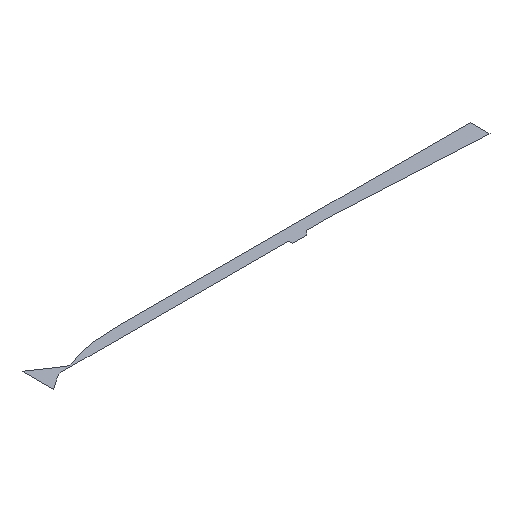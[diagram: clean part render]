
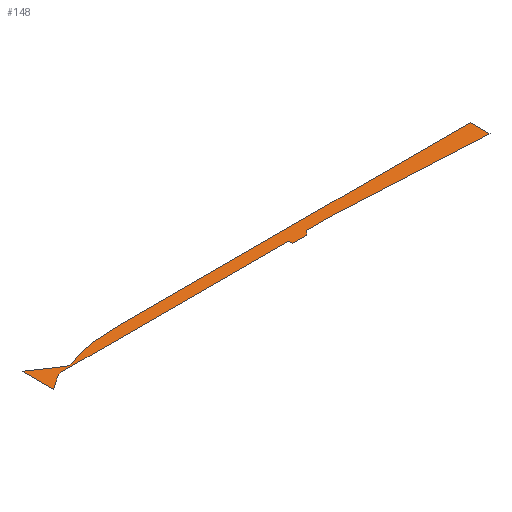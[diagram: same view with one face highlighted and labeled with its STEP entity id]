
A CAD part, isometric view. The second image highlights one B-rep face of the part: STEP entity #148.
In plain terms, the highlighted planar face has unit normal (0, 0, 1).
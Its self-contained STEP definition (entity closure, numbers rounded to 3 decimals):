
#1 = ORIENTED_EDGE ( 'NONE', *, *, #119, .T. ) ;
#2 = VERTEX_POINT ( 'NONE', #80 ) ;
#3 = CARTESIAN_POINT ( 'NONE',  ( 99.771, 5.994, 0. ) ) ;
#4 = AXIS2_PLACEMENT_3D ( 'NONE', #135, #20, #53 ) ;
#5 = CARTESIAN_POINT ( 'NONE',  ( 460.72, -7., 0. ) ) ;
#6 = CARTESIAN_POINT ( 'NONE',  ( 108.022, 9.308, 0. ) ) ;
#7 = VECTOR ( 'NONE', #111, 1000. ) ;
#8 = DIRECTION ( 'NONE',  ( 0., 1., 0. ) ) ;
#9 = CARTESIAN_POINT ( 'NONE',  ( 39.94, 35.019, 0. ) ) ;
#10 = EDGE_CURVE ( 'NONE', #120, #104, #164, .T. ) ;
#12 = EDGE_CURVE ( 'NONE', #43, #92, #106, .T. ) ;
#14 = ORIENTED_EDGE ( 'NONE', *, *, #51, .T. ) ;
#15 = CARTESIAN_POINT ( 'NONE',  ( 485.22, -7., 0. ) ) ;
#16 = VERTEX_POINT ( 'NONE', #5 ) ;
#17 = VERTEX_POINT ( 'NONE', #61 ) ;
#18 = CARTESIAN_POINT ( 'NONE',  ( 460.72, 0., 0. ) ) ;
#19 = DIRECTION ( 'NONE',  ( 0.999, -0.052, 0. ) ) ;
#20 = DIRECTION ( 'NONE',  ( 0., 0., -1. ) ) ;
#21 = LINE ( 'NONE', #147, #112 ) ;
#22 = DIRECTION ( 'NONE',  ( 0., 0., 1. ) ) ;
#26 = EDGE_CURVE ( 'NONE', #2, #100, #123, .T. ) ;
#27 = CARTESIAN_POINT ( 'NONE',  ( 174.782, 19.997, 0. ) ) ;
#28 = CARTESIAN_POINT ( 'NONE',  ( 95.55, 4.033, 0. ) ) ;
#29 = CARTESIAN_POINT ( 'NONE',  ( 532.22, 0., 0. ) ) ;
#30 = EDGE_CURVE ( 'NONE', #168, #17, #70, .T. ) ;
#32 = CARTESIAN_POINT ( 'NONE',  ( 61.882, -3.617, 0. ) ) ;
#33 = PLANE ( 'NONE',  #36 ) ;
#36 = AXIS2_PLACEMENT_3D ( 'NONE', #140, #22, #81 ) ;
#41 = ORIENTED_EDGE ( 'NONE', *, *, #30, .T. ) ;
#43 = VERTEX_POINT ( 'NONE', #134 ) ;
#44 = ORIENTED_EDGE ( 'NONE', *, *, #12, .T. ) ;
#45 = LINE ( 'NONE', #52, #68 ) ;
#46 = LINE ( 'NONE', #85, #89 ) ;
#47 = VECTOR ( 'NONE', #95, 1000. ) ;
#48 = CARTESIAN_POINT ( 'NONE',  ( 89.52, 3.639, 0. ) ) ;
#50 = CARTESIAN_POINT ( 'NONE',  ( 115.299, 11.672, 0. ) ) ;
#51 = EDGE_CURVE ( 'NONE', #100, #16, #60, .T. ) ;
#52 = CARTESIAN_POINT ( 'NONE',  ( 492.22, 0., 0. ) ) ;
#53 = DIRECTION ( 'NONE',  ( 1., 0., 0. ) ) ;
#54 = VERTEX_POINT ( 'NONE', #48 ) ;
#55 = ORIENTED_EDGE ( 'NONE', *, *, #141, .T. ) ;
#56 = ORIENTED_EDGE ( 'NONE', *, *, #78, .T. ) ;
#57 = CARTESIAN_POINT ( 'NONE',  ( 39.94, -18.981, 0. ) ) ;
#58 = DIRECTION ( 'NONE',  ( 0., 0., -1. ) ) ;
#59 = CARTESIAN_POINT ( 'NONE',  ( 190., 20., 0. ) ) ;
#60 = LINE ( 'NONE', #18, #139 ) ;
#61 = CARTESIAN_POINT ( 'NONE',  ( 492.22, 0., 0. ) ) ;
#62 = VECTOR ( 'NONE', #74, 1000. ) ;
#65 = VERTEX_POINT ( 'NONE', #29 ) ;
#66 = DIRECTION ( 'NONE',  ( 1., 0., 0. ) ) ;
#67 = CARTESIAN_POINT ( 'NONE',  ( 792.52, 20., 0. ) ) ;
#68 = VECTOR ( 'NONE', #66, 1000. ) ;
#69 = DIRECTION ( 'NONE',  ( 1., 0., 0. ) ) ;
#70 = LINE ( 'NONE', #165, #7 ) ;
#71 = EDGE_CURVE ( 'NONE', #54, #43, #151, .T. ) ;
#72 = CARTESIAN_POINT ( 'NONE',  ( 792.52, -13.64, 0. ) ) ;
#74 = DIRECTION ( 'NONE',  ( 0., -1., 0. ) ) ;
#75 = VERTEX_POINT ( 'NONE', #72 ) ;
#78 = EDGE_CURVE ( 'NONE', #116, #54, #118, .T. ) ;
#79 = VECTOR ( 'NONE', #69, 1000. ) ;
#80 = CARTESIAN_POINT ( 'NONE',  ( 73.354, 0., 0. ) ) ;
#81 = DIRECTION ( 'NONE',  ( 1., 0., 0. ) ) ;
#83 = CARTESIAN_POINT ( 'NONE',  ( 91.868, 3.543, 0. ) ) ;
#84 = CARTESIAN_POINT ( 'NONE',  ( 152.848, 19.027, 0. ) ) ;
#85 = CARTESIAN_POINT ( 'NONE',  ( 224.52, 20., 0. ) ) ;
#86 = CARTESIAN_POINT ( 'NONE',  ( 39.94, 35.019, 0. ) ) ;
#89 = VECTOR ( 'NONE', #96, 1000. ) ;
#90 = ORIENTED_EDGE ( 'NONE', *, *, #156, .T. ) ;
#91 = ORIENTED_EDGE ( 'NONE', *, *, #101, .T. ) ;
#92 = VERTEX_POINT ( 'NONE', #93 ) ;
#93 = CARTESIAN_POINT ( 'NONE',  ( 39.94, 35.019, 0. ) ) ;
#94 = CARTESIAN_POINT ( 'NONE',  ( 61.882, -3.617, 0. ) ) ;
#95 = DIRECTION ( 'NONE',  ( 0.819, 0.574, 0. ) ) ;
#96 = DIRECTION ( 'NONE',  ( -1., 0., 0. ) ) ;
#97 = LINE ( 'NONE', #137, #154 ) ;
#100 = VERTEX_POINT ( 'NONE', #138 ) ;
#101 = EDGE_CURVE ( 'NONE', #146, #116, #46, .T. ) ;
#102 = ORIENTED_EDGE ( 'NONE', *, *, #71, .T. ) ;
#104 = VERTEX_POINT ( 'NONE', #32 ) ;
#105 = ORIENTED_EDGE ( 'NONE', *, *, #26, .T. ) ;
#106 = LINE ( 'NONE', #9, #163 ) ;
#107 = CARTESIAN_POINT ( 'NONE',  ( 127.372, 14.801, 0. ) ) ;
#108 = FACE_OUTER_BOUND ( 'NONE', #133, .T. ) ;
#109 = EDGE_CURVE ( 'NONE', #17, #65, #45, .T. ) ;
#110 = CARTESIAN_POINT ( 'NONE',  ( 89.52, 13.639, 0. ) ) ;
#111 = DIRECTION ( 'NONE',  ( 0.707, 0.707, 0. ) ) ;
#112 = VECTOR ( 'NONE', #19, 1000. ) ;
#114 = ORIENTED_EDGE ( 'NONE', *, *, #10, .T. ) ;
#116 = VERTEX_POINT ( 'NONE', #152 ) ;
#117 = ORIENTED_EDGE ( 'NONE', *, *, #109, .T. ) ;
#118 = B_SPLINE_CURVE_WITH_KNOTS ( 'NONE', 3,
 ( #59, #27, #84, #107, #50, #6, #149, #3, #28, #83, #150 ),
 .UNSPECIFIED., .F., .F.,
 ( 4, 1, 1, 1, 1, 1, 1, 1, 4 ),
 ( 0., 0.446, 0.64, 0.755, 0.81, 0.864, 0.894, 0.931, 1. ),
 .UNSPECIFIED. ) ;
#119 = EDGE_CURVE ( 'NONE', #65, #75, #21, .T. ) ;
#120 = VERTEX_POINT ( 'NONE', #57 ) ;
#121 = DIRECTION ( 'NONE',  ( 1., 0., 0. ) ) ;
#123 = LINE ( 'NONE', #161, #79 ) ;
#124 = DIRECTION ( 'NONE',  ( 0., -1., 0. ) ) ;
#125 = DIRECTION ( 'NONE',  ( -0.829, 0.559, 0. ) ) ;
#126 = LINE ( 'NONE', #162, #167 ) ;
#127 = AXIS2_PLACEMENT_3D ( 'NONE', #110, #58, #166 ) ;
#128 = ORIENTED_EDGE ( 'NONE', *, *, #132, .T. ) ;
#132 = EDGE_CURVE ( 'NONE', #75, #146, #126, .T. ) ;
#133 = EDGE_LOOP ( 'NONE', ( #105, #14, #55, #41, #117, #1, #128, #91, #56, #102, #44, #90, #114, #157 ) ) ;
#134 = CARTESIAN_POINT ( 'NONE',  ( 83.928, 5.349, 0. ) ) ;
#135 = CARTESIAN_POINT ( 'NONE',  ( 73.354, -20., 0. ) ) ;
#137 = CARTESIAN_POINT ( 'NONE',  ( 460.72, -7., 0. ) ) ;
#138 = CARTESIAN_POINT ( 'NONE',  ( 460.72, 0., 0. ) ) ;
#139 = VECTOR ( 'NONE', #124, 1000. ) ;
#140 = CARTESIAN_POINT ( 'NONE',  ( 73.354, -20., 0. ) ) ;
#141 = EDGE_CURVE ( 'NONE', #16, #168, #97, .T. ) ;
#142 = LINE ( 'NONE', #86, #62 ) ;
#144 = CIRCLE ( 'NONE', #4, 20. ) ;
#146 = VERTEX_POINT ( 'NONE', #67 ) ;
#147 = CARTESIAN_POINT ( 'NONE',  ( 532.22, 0., 0. ) ) ;
#148 = ADVANCED_FACE ( 'NONE', ( #108 ), #33, .T. ) ;
#149 = CARTESIAN_POINT ( 'NONE',  ( 103.579, 7.606, 0. ) ) ;
#150 = CARTESIAN_POINT ( 'NONE',  ( 89.52, 3.639, 0. ) ) ;
#151 = CIRCLE ( 'NONE', #127, 10. ) ;
#152 = CARTESIAN_POINT ( 'NONE',  ( 190., 20., 0. ) ) ;
#154 = VECTOR ( 'NONE', #121, 1000. ) ;
#155 = EDGE_CURVE ( 'NONE', #104, #2, #144, .T. ) ;
#156 = EDGE_CURVE ( 'NONE', #92, #120, #142, .T. ) ;
#157 = ORIENTED_EDGE ( 'NONE', *, *, #155, .T. ) ;
#161 = CARTESIAN_POINT ( 'NONE',  ( 196.168, 0., 0. ) ) ;
#162 = CARTESIAN_POINT ( 'NONE',  ( 792.52, -13.64, 0. ) ) ;
#163 = VECTOR ( 'NONE', #125, 1000. ) ;
#164 = LINE ( 'NONE', #94, #47 ) ;
#165 = CARTESIAN_POINT ( 'NONE',  ( 485.22, -7., 0. ) ) ;
#166 = DIRECTION ( 'NONE',  ( -1., 0., 0. ) ) ;
#167 = VECTOR ( 'NONE', #8, 1000. ) ;
#168 = VERTEX_POINT ( 'NONE', #15 ) ;
